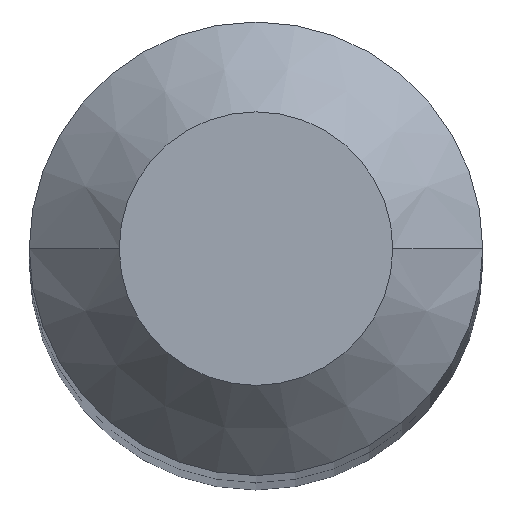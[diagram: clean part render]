
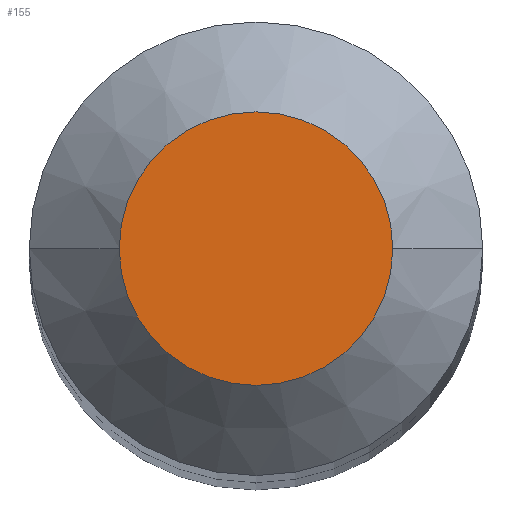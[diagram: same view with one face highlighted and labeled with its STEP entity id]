
A CAD part, top view. The second image highlights one B-rep face of the part: STEP entity #155.
In plain terms, the highlighted planar face has unit normal (0, 0, 1).
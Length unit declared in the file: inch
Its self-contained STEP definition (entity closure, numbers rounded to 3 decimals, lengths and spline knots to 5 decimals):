
#8 = AXIS2_PLACEMENT_3D ( 'NONE', #47, #278, #56 ) ;
#39 = AXIS2_PLACEMENT_3D ( 'NONE', #128, #341, #218 ) ;
#40 = FACE_OUTER_BOUND ( 'NONE', #313, .T. ) ;
#47 = CARTESIAN_POINT ( 'NONE',  ( 0., 0., 0. ) ) ;
#56 = DIRECTION ( 'NONE',  ( 1., 0., 0. ) ) ;
#94 = CARTESIAN_POINT ( 'NONE',  ( -0.0475, 0., 0. ) ) ;
#128 = CARTESIAN_POINT ( 'NONE',  ( 0., 0., 0. ) ) ;
#155 = ADVANCED_FACE ( 'NONE', ( #40 ), #272, .F. ) ;
#158 = VERTEX_POINT ( 'NONE', #390 ) ;
#174 = CIRCLE ( 'NONE', #8, 0.0475 ) ;
#198 = VERTEX_POINT ( 'NONE', #94 ) ;
#209 = EDGE_CURVE ( 'NONE', #198, #158, #344, .T. ) ;
#218 = DIRECTION ( 'NONE',  ( 1., 0., 0. ) ) ;
#242 = CARTESIAN_POINT ( 'NONE',  ( 0., 0., 0. ) ) ;
#272 = PLANE ( 'NONE',  #386 ) ;
#278 = DIRECTION ( 'NONE',  ( 0., 0., 1. ) ) ;
#280 = ORIENTED_EDGE ( 'NONE', *, *, #209, .T. ) ;
#313 = EDGE_LOOP ( 'NONE', ( #280, #315 ) ) ;
#315 = ORIENTED_EDGE ( 'NONE', *, *, #369, .T. ) ;
#341 = DIRECTION ( 'NONE',  ( 0., 0., 1. ) ) ;
#344 = CIRCLE ( 'NONE', #39, 0.0475 ) ;
#363 = DIRECTION ( 'NONE',  ( -1., 0., 0. ) ) ;
#366 = DIRECTION ( 'NONE',  ( 0., 0., -1. ) ) ;
#369 = EDGE_CURVE ( 'NONE', #158, #198, #174, .T. ) ;
#386 = AXIS2_PLACEMENT_3D ( 'NONE', #242, #366, #363 ) ;
#390 = CARTESIAN_POINT ( 'NONE',  ( 0.0475, 0., 0. ) ) ;
